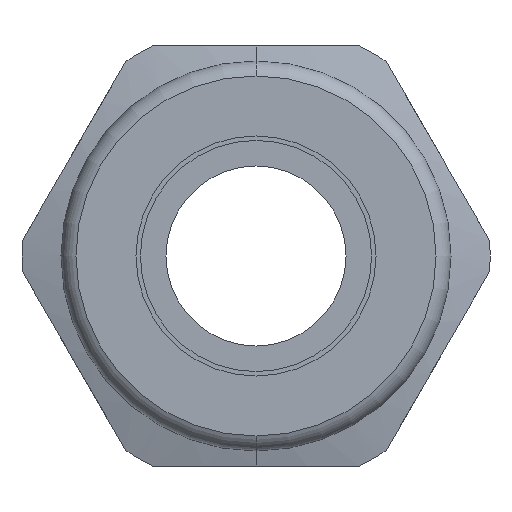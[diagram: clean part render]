
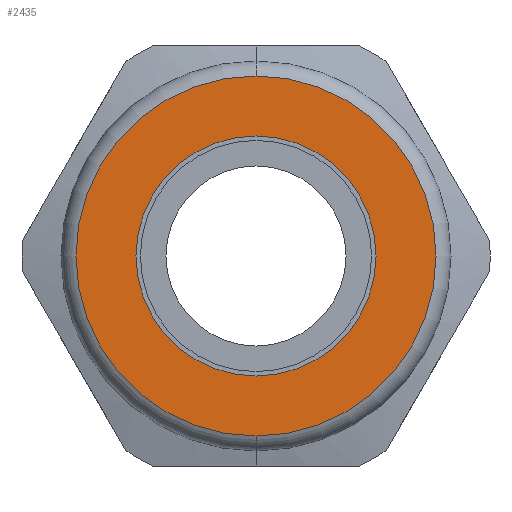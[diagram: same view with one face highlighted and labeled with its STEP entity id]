
A CAD part, front view. The second image highlights one B-rep face of the part: STEP entity #2435.
In plain terms, the highlighted planar face has unit normal (0, -1, 0).
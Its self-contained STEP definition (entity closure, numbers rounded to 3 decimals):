
#39 = DIRECTION ( 'NONE',  ( 0., -1., 0. ) ) ;
#58 = EDGE_LOOP ( 'NONE', ( #1078, #2855 ) ) ;
#168 = CARTESIAN_POINT ( 'NONE',  ( 0., 0., 4. ) ) ;
#203 = CARTESIAN_POINT ( 'NONE',  ( 0., 0., 6. ) ) ;
#220 = EDGE_CURVE ( 'NONE', #522, #2375, #2182, .T. ) ;
#250 = VERTEX_POINT ( 'NONE', #672 ) ;
#313 = CARTESIAN_POINT ( 'NONE',  ( 0., 0., 0. ) ) ;
#332 = CARTESIAN_POINT ( 'NONE',  ( 0., 0., -4. ) ) ;
#483 = DIRECTION ( 'NONE',  ( 0., 1., 0. ) ) ;
#488 = EDGE_CURVE ( 'NONE', #250, #1107, #1136, .T. ) ;
#522 = VERTEX_POINT ( 'NONE', #332 ) ;
#599 = DIRECTION ( 'NONE',  ( 0., 0., -1. ) ) ;
#672 = CARTESIAN_POINT ( 'NONE',  ( 0., 0., -6. ) ) ;
#717 = EDGE_LOOP ( 'NONE', ( #1498, #810 ) ) ;
#810 = ORIENTED_EDGE ( 'NONE', *, *, #220, .F. ) ;
#851 = FACE_BOUND ( 'NONE', #717, .T. ) ;
#1078 = ORIENTED_EDGE ( 'NONE', *, *, #2559, .F. ) ;
#1107 = VERTEX_POINT ( 'NONE', #203 ) ;
#1135 = AXIS2_PLACEMENT_3D ( 'NONE', #2040, #39, #2029 ) ;
#1136 = CIRCLE ( 'NONE', #2327, 6. ) ;
#1152 = PLANE ( 'NONE',  #1376 ) ;
#1181 = CIRCLE ( 'NONE', #1432, 6. ) ;
#1186 = DIRECTION ( 'NONE',  ( 0., 1., 0. ) ) ;
#1361 = CARTESIAN_POINT ( 'NONE',  ( 6., 0., 0. ) ) ;
#1376 = AXIS2_PLACEMENT_3D ( 'NONE', #1361, #483, #2052 ) ;
#1384 = CIRCLE ( 'NONE', #1135, 4. ) ;
#1432 = AXIS2_PLACEMENT_3D ( 'NONE', #2314, #1186, #1606 ) ;
#1483 = DIRECTION ( 'NONE',  ( 0., -1., 0. ) ) ;
#1498 = ORIENTED_EDGE ( 'NONE', *, *, #2459, .F. ) ;
#1606 = DIRECTION ( 'NONE',  ( 0., 0., 1. ) ) ;
#1641 = AXIS2_PLACEMENT_3D ( 'NONE', #2159, #1483, #599 ) ;
#1827 = FACE_OUTER_BOUND ( 'NONE', #58, .T. ) ;
#2029 = DIRECTION ( 'NONE',  ( 0., 0., -1. ) ) ;
#2040 = CARTESIAN_POINT ( 'NONE',  ( 0., 0., 0. ) ) ;
#2052 = DIRECTION ( 'NONE',  ( 0., 0., 1. ) ) ;
#2097 = DIRECTION ( 'NONE',  ( 0., 0., 1. ) ) ;
#2111 = DIRECTION ( 'NONE',  ( 0., 1., 0. ) ) ;
#2159 = CARTESIAN_POINT ( 'NONE',  ( 0., 0., 0. ) ) ;
#2182 = CIRCLE ( 'NONE', #1641, 4. ) ;
#2314 = CARTESIAN_POINT ( 'NONE',  ( 0., 0., 0. ) ) ;
#2327 = AXIS2_PLACEMENT_3D ( 'NONE', #313, #2111, #2097 ) ;
#2375 = VERTEX_POINT ( 'NONE', #168 ) ;
#2435 = ADVANCED_FACE ( 'NONE', ( #851, #1827 ), #1152, .F. ) ;
#2459 = EDGE_CURVE ( 'NONE', #2375, #522, #1384, .T. ) ;
#2559 = EDGE_CURVE ( 'NONE', #1107, #250, #1181, .T. ) ;
#2855 = ORIENTED_EDGE ( 'NONE', *, *, #488, .F. ) ;
